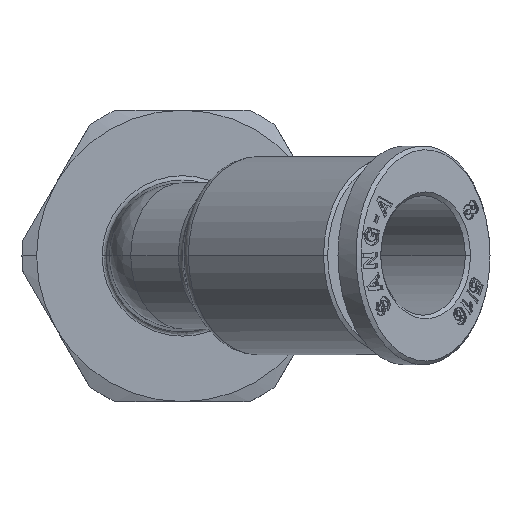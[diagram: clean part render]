
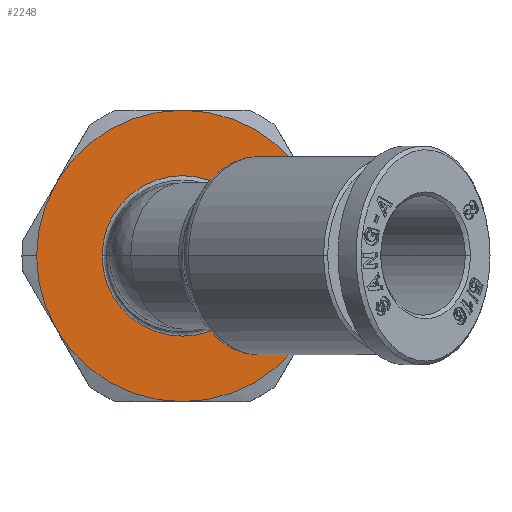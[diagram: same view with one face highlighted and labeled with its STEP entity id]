
A CAD part, top view. The second image highlights one B-rep face of the part: STEP entity #2248.
In plain terms, the highlighted planar face has unit normal (0, 0, 1).
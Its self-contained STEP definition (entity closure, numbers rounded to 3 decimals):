
#1746=CARTESIAN_POINT('',(10.03,0.,-0.979));
#1747=VERTEX_POINT('',#1746);
#1763=CARTESIAN_POINT('',(8.69,5.,-0.979));
#1764=VERTEX_POINT('',#1763);
#1778=CARTESIAN_POINT('',(0.03,0.,-0.979));
#1779=DIRECTION('',(0.0,0.0,1.0));
#1780=DIRECTION('',(1.0,0.0,0.0));
#1781=AXIS2_PLACEMENT_3D('',#1778,#1779,#1780);
#1782=CIRCLE('',#1781,10.);
#1783=EDGE_CURVE('',#1747,#1764,#1782,.T.);
#1793=CARTESIAN_POINT('',(-9.97,0.,-0.979));
#1794=VERTEX_POINT('',#1793);
#1803=CARTESIAN_POINT('',(-8.631,5.,-0.979));
#1804=VERTEX_POINT('',#1803);
#1805=CARTESIAN_POINT('',(0.03,0.,-0.979));
#1806=DIRECTION('',(0.0,0.0,1.0));
#1807=DIRECTION('',(1.0,0.0,0.0));
#1808=AXIS2_PLACEMENT_3D('',#1805,#1806,#1807);
#1809=CIRCLE('',#1808,10.);
#1810=EDGE_CURVE('',#1804,#1794,#1809,.T.);
#1966=CARTESIAN_POINT('',(5.534,0.,-0.979));
#1967=VERTEX_POINT('',#1966);
#1976=CARTESIAN_POINT('',(-5.474,0.,-0.979));
#1977=VERTEX_POINT('',#1976);
#1985=CARTESIAN_POINT('',(0.03,0.,-0.979));
#1986=DIRECTION('',(0.0,0.0,1.0));
#1987=DIRECTION('',(-1.0,0.0,0.0));
#1988=AXIS2_PLACEMENT_3D('',#1985,#1986,#1987);
#1989=CIRCLE('',#1988,5.504);
#1990=EDGE_CURVE('',#1977,#1967,#1989,.T.);
#2149=CARTESIAN_POINT('',(0.03,0.,-0.979));
#2150=DIRECTION('',(0.0,0.0,1.0));
#2151=DIRECTION('',(-1.0,0.0,0.0));
#2152=AXIS2_PLACEMENT_3D('',#2149,#2150,#2151);
#2153=CIRCLE('',#2152,5.504);
#2154=EDGE_CURVE('',#1967,#1977,#2153,.T.);
#2185=CARTESIAN_POINT('',(0.03,0.,-0.979));
#2186=DIRECTION('',(0.0,0.0,-1.0));
#2187=DIRECTION('',(-1.0,0.0,0.0));
#2188=AXIS2_PLACEMENT_3D('',#2185,#2186,#2187);
#2189=PLANE('',#2188);
#2190=ORIENTED_EDGE('',*,*,#1810,.T.);
#2191=CARTESIAN_POINT('',(-8.631,-5.,-0.979));
#2192=VERTEX_POINT('',#2191);
#2193=CARTESIAN_POINT('',(0.03,0.,-0.979));
#2194=DIRECTION('',(0.0,0.0,1.0));
#2195=DIRECTION('',(1.0,0.0,0.0));
#2196=AXIS2_PLACEMENT_3D('',#2193,#2194,#2195);
#2197=CIRCLE('',#2196,10.);
#2198=EDGE_CURVE('',#1794,#2192,#2197,.T.);
#2199=ORIENTED_EDGE('',*,*,#2198,.T.);
#2200=CARTESIAN_POINT('',(0.03,-10.,-0.979));
#2201=VERTEX_POINT('',#2200);
#2202=CARTESIAN_POINT('',(0.03,0.,-0.979));
#2203=DIRECTION('',(0.0,0.0,1.0));
#2204=DIRECTION('',(1.0,0.0,0.0));
#2205=AXIS2_PLACEMENT_3D('',#2202,#2203,#2204);
#2206=CIRCLE('',#2205,10.);
#2207=EDGE_CURVE('',#2192,#2201,#2206,.T.);
#2208=ORIENTED_EDGE('',*,*,#2207,.T.);
#2209=CARTESIAN_POINT('',(8.69,-5.,-0.979));
#2210=VERTEX_POINT('',#2209);
#2211=CARTESIAN_POINT('',(0.03,0.,-0.979));
#2212=DIRECTION('',(0.0,0.0,1.0));
#2213=DIRECTION('',(1.0,0.0,0.0));
#2214=AXIS2_PLACEMENT_3D('',#2211,#2212,#2213);
#2215=CIRCLE('',#2214,10.);
#2216=EDGE_CURVE('',#2201,#2210,#2215,.T.);
#2217=ORIENTED_EDGE('',*,*,#2216,.T.);
#2218=CARTESIAN_POINT('',(0.03,0.,-0.979));
#2219=DIRECTION('',(0.0,0.0,1.0));
#2220=DIRECTION('',(1.0,0.0,0.0));
#2221=AXIS2_PLACEMENT_3D('',#2218,#2219,#2220);
#2222=CIRCLE('',#2221,10.);
#2223=EDGE_CURVE('',#2210,#1747,#2222,.T.);
#2224=ORIENTED_EDGE('',*,*,#2223,.T.);
#2225=ORIENTED_EDGE('',*,*,#1783,.T.);
#2226=CARTESIAN_POINT('',(0.03,10.,-0.979));
#2227=VERTEX_POINT('',#2226);
#2228=CARTESIAN_POINT('',(0.03,0.,-0.979));
#2229=DIRECTION('',(0.0,0.0,1.0));
#2230=DIRECTION('',(1.0,0.0,0.0));
#2231=AXIS2_PLACEMENT_3D('',#2228,#2229,#2230);
#2232=CIRCLE('',#2231,10.);
#2233=EDGE_CURVE('',#1764,#2227,#2232,.T.);
#2234=ORIENTED_EDGE('',*,*,#2233,.T.);
#2235=CARTESIAN_POINT('',(0.03,0.,-0.979));
#2236=DIRECTION('',(0.0,0.0,1.0));
#2237=DIRECTION('',(1.0,0.0,0.0));
#2238=AXIS2_PLACEMENT_3D('',#2235,#2236,#2237);
#2239=CIRCLE('',#2238,10.);
#2240=EDGE_CURVE('',#2227,#1804,#2239,.T.);
#2241=ORIENTED_EDGE('',*,*,#2240,.T.);
#2242=EDGE_LOOP('',(#2190,#2199,#2208,#2217,#2224,#2225,#2234,#2241));
#2243=FACE_OUTER_BOUND('',#2242,.T.);
#2244=ORIENTED_EDGE('',*,*,#2154,.F.);
#2245=ORIENTED_EDGE('',*,*,#1990,.F.);
#2246=EDGE_LOOP('',(#2244,#2245));
#2247=FACE_BOUND('',#2246,.T.);
#2248=ADVANCED_FACE('',(#2243,#2247),#2189,.F.);
